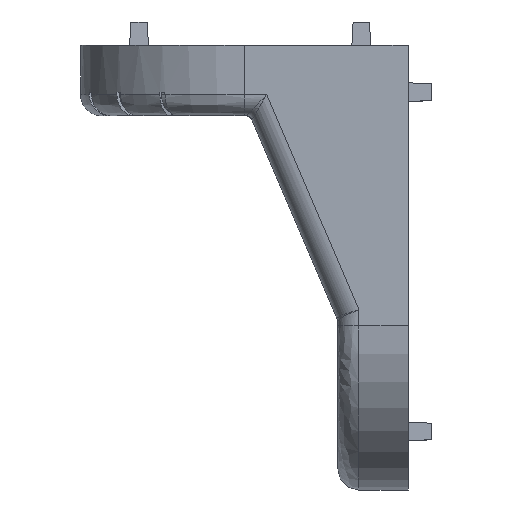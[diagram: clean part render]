
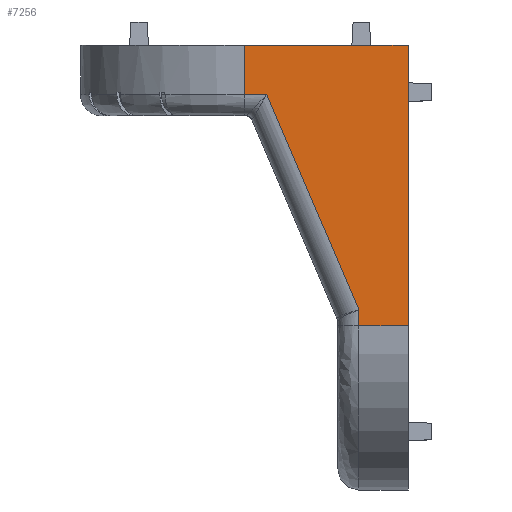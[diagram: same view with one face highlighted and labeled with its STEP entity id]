
A CAD part, top view. The second image highlights one B-rep face of the part: STEP entity #7256.
In plain terms, the highlighted planar face has unit normal (0, 0, 1).
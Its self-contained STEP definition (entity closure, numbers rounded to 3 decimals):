
#261 = VERTEX_POINT ( 'NONE', #5961 ) ;
#262 = ORIENTED_EDGE ( 'NONE', *, *, #9057, .T. ) ;
#540 = VERTEX_POINT ( 'NONE', #4581 ) ;
#586 = VERTEX_POINT ( 'NONE', #4296 ) ;
#950 = CARTESIAN_POINT ( 'NONE',  ( 0., 0., 14. ) ) ;
#966 = DIRECTION ( 'NONE',  ( -1., 0., 0. ) ) ;
#983 = ORIENTED_EDGE ( 'NONE', *, *, #1904, .T. ) ;
#1060 = DIRECTION ( 'NONE',  ( 1., 0., 0. ) ) ;
#1136 = CARTESIAN_POINT ( 'NONE',  ( 0., 0., 14. ) ) ;
#1141 = DIRECTION ( 'NONE',  ( 0., 1., 0. ) ) ;
#1143 = CARTESIAN_POINT ( 'NONE',  ( -28., -24., 14. ) ) ;
#1904 = EDGE_CURVE ( 'NONE', #261, #540, #2068, .T. ) ;
#2051 = VERTEX_POINT ( 'NONE', #5277 ) ;
#2068 = LINE ( 'NONE', #6836, #2132 ) ;
#2076 = CARTESIAN_POINT ( 'NONE',  ( -12.095, -4.2, 14. ) ) ;
#2132 = VECTOR ( 'NONE', #7454, 1000. ) ;
#2292 = CARTESIAN_POINT ( 'NONE',  ( -28., -4.2, 14. ) ) ;
#2352 = VECTOR ( 'NONE', #1060, 1000. ) ;
#2581 = DIRECTION ( 'NONE',  ( 1., 0., 0. ) ) ;
#2618 = ORIENTED_EDGE ( 'NONE', *, *, #9260, .T. ) ;
#2669 = VECTOR ( 'NONE', #2581, 1000. ) ;
#2674 = ORIENTED_EDGE ( 'NONE', *, *, #7497, .T. ) ;
#2739 = LINE ( 'NONE', #2292, #2669 ) ;
#3045 = VECTOR ( 'NONE', #966, 1000. ) ;
#3211 = AXIS2_PLACEMENT_3D ( 'NONE', #3249, #3372, #3369 ) ;
#3249 = CARTESIAN_POINT ( 'NONE',  ( -28., -38., 14. ) ) ;
#3250 = PLANE ( 'NONE',  #3211 ) ;
#3366 = VERTEX_POINT ( 'NONE', #2076 ) ;
#3369 = DIRECTION ( 'NONE',  ( 1., 0., 0. ) ) ;
#3372 = DIRECTION ( 'NONE',  ( 0., 0., 1. ) ) ;
#3391 = CARTESIAN_POINT ( 'NONE',  ( 0., 0., 14. ) ) ;
#3511 = EDGE_CURVE ( 'NONE', #2051, #4729, #7183, .T. ) ;
#4075 = VECTOR ( 'NONE', #8449, 1000. ) ;
#4200 = LINE ( 'NONE', #8473, #4075 ) ;
#4296 = CARTESIAN_POINT ( 'NONE',  ( -4.2, -24., 14. ) ) ;
#4473 = LINE ( 'NONE', #7670, #4503 ) ;
#4503 = VECTOR ( 'NONE', #7725, 1000. ) ;
#4581 = CARTESIAN_POINT ( 'NONE',  ( -14., -4.2, 14. ) ) ;
#4729 = VERTEX_POINT ( 'NONE', #3391 ) ;
#4865 = CARTESIAN_POINT ( 'NONE',  ( -4.2, -22.623, 14. ) ) ;
#5277 = CARTESIAN_POINT ( 'NONE',  ( 0., -24., 14. ) ) ;
#5549 = VERTEX_POINT ( 'NONE', #4865 ) ;
#5743 = LINE ( 'NONE', #950, #3045 ) ;
#5961 = CARTESIAN_POINT ( 'NONE',  ( -14., 0., 14. ) ) ;
#6362 = ORIENTED_EDGE ( 'NONE', *, *, #8509, .T. ) ;
#6777 = FACE_OUTER_BOUND ( 'NONE', #6835, .T. ) ;
#6835 = EDGE_LOOP ( 'NONE', ( #7718, #6362, #983, #262, #2618, #9184, #2674 ) ) ;
#6836 = CARTESIAN_POINT ( 'NONE',  ( -14., -38., 14. ) ) ;
#7108 = LINE ( 'NONE', #1143, #2352 ) ;
#7146 = VECTOR ( 'NONE', #1141, 1000. ) ;
#7183 = LINE ( 'NONE', #1136, #7146 ) ;
#7256 = ADVANCED_FACE ( 'NONE', ( #6777 ), #3250, .T. ) ;
#7454 = DIRECTION ( 'NONE',  ( 0., -1., 0. ) ) ;
#7497 = EDGE_CURVE ( 'NONE', #586, #2051, #7108, .T. ) ;
#7670 = CARTESIAN_POINT ( 'NONE',  ( -4.2, -38., 14. ) ) ;
#7718 = ORIENTED_EDGE ( 'NONE', *, *, #3511, .T. ) ;
#7725 = DIRECTION ( 'NONE',  ( 0., 1., 0. ) ) ;
#8449 = DIRECTION ( 'NONE',  ( 0.394, -0.919, 0. ) ) ;
#8473 = CARTESIAN_POINT ( 'NONE',  ( -12.095, -4.2, 14. ) ) ;
#8509 = EDGE_CURVE ( 'NONE', #4729, #261, #5743, .T. ) ;
#9057 = EDGE_CURVE ( 'NONE', #540, #3366, #2739, .T. ) ;
#9184 = ORIENTED_EDGE ( 'NONE', *, *, #9319, .F. ) ;
#9260 = EDGE_CURVE ( 'NONE', #3366, #5549, #4200, .T. ) ;
#9319 = EDGE_CURVE ( 'NONE', #586, #5549, #4473, .T. ) ;
